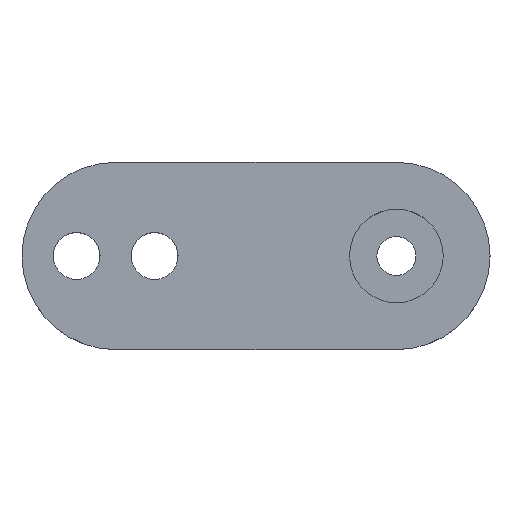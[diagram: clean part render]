
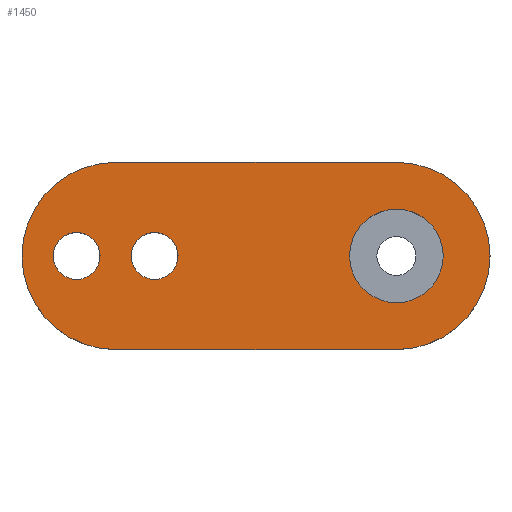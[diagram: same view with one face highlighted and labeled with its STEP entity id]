
A CAD part, top view. The second image highlights one B-rep face of the part: STEP entity #1450.
In plain terms, the highlighted planar face has unit normal (0, 0, 1).
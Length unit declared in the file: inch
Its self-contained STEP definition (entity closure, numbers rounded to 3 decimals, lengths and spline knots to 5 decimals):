
#53 = EDGE_CURVE ( 'NONE', #1830, #1709, #701, .T. ) ;
#108 = AXIS2_PLACEMENT_3D ( 'NONE', #582, #1899, #761 ) ;
#112 = AXIS2_PLACEMENT_3D ( 'NONE', #1457, #330, #1654 ) ;
#134 = CARTESIAN_POINT ( 'NONE',  ( -0.40354, 0.23622, 0.15748 ) ) ;
#171 = FACE_OUTER_BOUND ( 'NONE', #1421, .T. ) ;
#182 = CARTESIAN_POINT ( 'NONE',  ( -1.1122, -0.23622, 0.15748 ) ) ;
#193 = CARTESIAN_POINT ( 'NONE',  ( -1.01378, 0., 0.15748 ) ) ;
#207 = CARTESIAN_POINT ( 'NONE',  ( -0.40354, 0., 0.15748 ) ) ;
#233 = FACE_BOUND ( 'NONE', #283, .T. ) ;
#242 = DIRECTION ( 'NONE',  ( 1., 0., 0. ) ) ;
#245 = AXIS2_PLACEMENT_3D ( 'NONE', #2037, #893, #2229 ) ;
#283 = EDGE_LOOP ( 'NONE', ( #1226, #1031 ) ) ;
#295 = ORIENTED_EDGE ( 'NONE', *, *, #501, .T. ) ;
#317 = VERTEX_POINT ( 'NONE', #1850 ) ;
#330 = DIRECTION ( 'NONE',  ( 0., 0., -1. ) ) ;
#342 = EDGE_LOOP ( 'NONE', ( #476, #866 ) ) ;
#359 = CARTESIAN_POINT ( 'NONE',  ( -0.40354, -0.23622, 0.15748 ) ) ;
#363 = AXIS2_PLACEMENT_3D ( 'NONE', #207, #1522, #393 ) ;
#366 = CIRCLE ( 'NONE', #108, 0.11811 ) ;
#375 = VERTEX_POINT ( 'NONE', #915 ) ;
#379 = DIRECTION ( 'NONE',  ( -1., 0., 0. ) ) ;
#393 = DIRECTION ( 'NONE',  ( 1., 0., 0. ) ) ;
#471 = CARTESIAN_POINT ( 'NONE',  ( -0.28543, 0., 0.15748 ) ) ;
#476 = ORIENTED_EDGE ( 'NONE', *, *, #1612, .T. ) ;
#480 = DIRECTION ( 'NONE',  ( 0., 0., 1. ) ) ;
#485 = EDGE_CURVE ( 'NONE', #375, #976, #366, .T. ) ;
#501 = EDGE_CURVE ( 'NONE', #867, #2357, #1306, .T. ) ;
#526 = ORIENTED_EDGE ( 'NONE', *, *, #2380, .T. ) ;
#564 = VERTEX_POINT ( 'NONE', #1924 ) ;
#570 = EDGE_CURVE ( 'NONE', #2435, #920, #1189, .T. ) ;
#582 = CARTESIAN_POINT ( 'NONE',  ( -0.40354, 0., 0.15748 ) ) ;
#593 = VECTOR ( 'NONE', #2442, 39.37008 ) ;
#613 = EDGE_CURVE ( 'NONE', #976, #375, #1009, .T. ) ;
#681 = ORIENTED_EDGE ( 'NONE', *, *, #53, .T. ) ;
#701 = CIRCLE ( 'NONE', #1851, 0.23622 ) ;
#744 = CARTESIAN_POINT ( 'NONE',  ( -0.40354, 0., 0.15748 ) ) ;
#761 = DIRECTION ( 'NONE',  ( -1., 0., 0. ) ) ;
#816 = CARTESIAN_POINT ( 'NONE',  ( -1.26968, 0., 0.15748 ) ) ;
#866 = ORIENTED_EDGE ( 'NONE', *, *, #570, .T. ) ;
#867 = VERTEX_POINT ( 'NONE', #1375 ) ;
#871 = CIRCLE ( 'NONE', #112, 0.05905 ) ;
#893 = DIRECTION ( 'NONE',  ( 0., 0., -1. ) ) ;
#915 = CARTESIAN_POINT ( 'NONE',  ( -0.52165, 0., 0.15748 ) ) ;
#920 = VERTEX_POINT ( 'NONE', #816 ) ;
#924 = DIRECTION ( 'NONE',  ( -1., 0., 0. ) ) ;
#929 = CIRCLE ( 'NONE', #1957, 0.23622 ) ;
#953 = ORIENTED_EDGE ( 'NONE', *, *, #1593, .T. ) ;
#976 = VERTEX_POINT ( 'NONE', #471 ) ;
#1009 = CIRCLE ( 'NONE', #1373, 0.11811 ) ;
#1031 = ORIENTED_EDGE ( 'NONE', *, *, #613, .T. ) ;
#1051 = EDGE_CURVE ( 'NONE', #2357, #564, #1622, .T. ) ;
#1081 = CARTESIAN_POINT ( 'NONE',  ( -1.1122, 0., 0.15748 ) ) ;
#1120 = AXIS2_PLACEMENT_3D ( 'NONE', #1994, #2203, #1170 ) ;
#1150 = ORIENTED_EDGE ( 'NONE', *, *, #1722, .T. ) ;
#1170 = DIRECTION ( 'NONE',  ( -1., 0., 0. ) ) ;
#1172 = FACE_BOUND ( 'NONE', #1935, .T. ) ;
#1189 = CIRCLE ( 'NONE', #1120, 0.05906 ) ;
#1222 = ORIENTED_EDGE ( 'NONE', *, *, #1273, .T. ) ;
#1226 = ORIENTED_EDGE ( 'NONE', *, *, #485, .T. ) ;
#1270 = DIRECTION ( 'NONE',  ( 1., 0., 0. ) ) ;
#1273 = EDGE_CURVE ( 'NONE', #1709, #867, #1322, .T. ) ;
#1294 = CARTESIAN_POINT ( 'NONE',  ( -1.15157, 0., 0.15748 ) ) ;
#1306 = CIRCLE ( 'NONE', #363, 0.23622 ) ;
#1317 = CIRCLE ( 'NONE', #245, 0.05906 ) ;
#1322 = LINE ( 'NONE', #359, #593 ) ;
#1345 = CARTESIAN_POINT ( 'NONE',  ( -1.34842, 0., 0.15748 ) ) ;
#1366 = DIRECTION ( 'NONE',  ( 0., 0., 1. ) ) ;
#1373 = AXIS2_PLACEMENT_3D ( 'NONE', #744, #2072, #924 ) ;
#1375 = CARTESIAN_POINT ( 'NONE',  ( -0.40354, -0.23622, 0.15748 ) ) ;
#1413 = FACE_BOUND ( 'NONE', #342, .T. ) ;
#1421 = EDGE_LOOP ( 'NONE', ( #295, #1929, #526, #681, #1222 ) ) ;
#1423 = DIRECTION ( 'NONE',  ( -1., 0., 0. ) ) ;
#1450 = ADVANCED_FACE ( 'NONE', ( #233, #1172, #1413, #171 ), #2370, .T. ) ;
#1457 = CARTESIAN_POINT ( 'NONE',  ( -1.01378, 0., 0.15748 ) ) ;
#1509 = DIRECTION ( 'NONE',  ( 0., 0., -1. ) ) ;
#1522 = DIRECTION ( 'NONE',  ( 0., 0., 1. ) ) ;
#1593 = EDGE_CURVE ( 'NONE', #2424, #317, #871, .T. ) ;
#1612 = EDGE_CURVE ( 'NONE', #920, #2435, #1317, .T. ) ;
#1622 = LINE ( 'NONE', #2185, #2074 ) ;
#1654 = DIRECTION ( 'NONE',  ( -1., 0., 0. ) ) ;
#1709 = VERTEX_POINT ( 'NONE', #182 ) ;
#1722 = EDGE_CURVE ( 'NONE', #317, #2424, #1985, .T. ) ;
#1762 = AXIS2_PLACEMENT_3D ( 'NONE', #193, #1509, #379 ) ;
#1802 = DIRECTION ( 'NONE',  ( 1., 0., 0. ) ) ;
#1810 = AXIS2_PLACEMENT_3D ( 'NONE', #1987, #480, #1802 ) ;
#1830 = VERTEX_POINT ( 'NONE', #1345 ) ;
#1850 = CARTESIAN_POINT ( 'NONE',  ( -0.95472, 0., 0.15748 ) ) ;
#1851 = AXIS2_PLACEMENT_3D ( 'NONE', #2323, #1366, #242 ) ;
#1899 = DIRECTION ( 'NONE',  ( 0., 0., -1. ) ) ;
#1924 = CARTESIAN_POINT ( 'NONE',  ( -1.1122, 0.23622, 0.15748 ) ) ;
#1929 = ORIENTED_EDGE ( 'NONE', *, *, #1051, .T. ) ;
#1935 = EDGE_LOOP ( 'NONE', ( #953, #1150 ) ) ;
#1957 = AXIS2_PLACEMENT_3D ( 'NONE', #1081, #2418, #1270 ) ;
#1985 = CIRCLE ( 'NONE', #1762, 0.05905 ) ;
#1987 = CARTESIAN_POINT ( 'NONE',  ( -0.40354, 0., 0.15748 ) ) ;
#1994 = CARTESIAN_POINT ( 'NONE',  ( -1.21063, 0., 0.15748 ) ) ;
#2037 = CARTESIAN_POINT ( 'NONE',  ( -1.21063, 0., 0.15748 ) ) ;
#2072 = DIRECTION ( 'NONE',  ( 0., 0., -1. ) ) ;
#2074 = VECTOR ( 'NONE', #1423, 39.37008 ) ;
#2185 = CARTESIAN_POINT ( 'NONE',  ( -0.40354, 0.23622, 0.15748 ) ) ;
#2203 = DIRECTION ( 'NONE',  ( 0., 0., -1. ) ) ;
#2229 = DIRECTION ( 'NONE',  ( -1., 0., 0. ) ) ;
#2239 = CARTESIAN_POINT ( 'NONE',  ( -1.07283, 0., 0.15748 ) ) ;
#2323 = CARTESIAN_POINT ( 'NONE',  ( -1.1122, 0., 0.15748 ) ) ;
#2357 = VERTEX_POINT ( 'NONE', #134 ) ;
#2370 = PLANE ( 'NONE',  #1810 ) ;
#2380 = EDGE_CURVE ( 'NONE', #564, #1830, #929, .T. ) ;
#2418 = DIRECTION ( 'NONE',  ( 0., 0., 1. ) ) ;
#2424 = VERTEX_POINT ( 'NONE', #2239 ) ;
#2435 = VERTEX_POINT ( 'NONE', #1294 ) ;
#2442 = DIRECTION ( 'NONE',  ( 1., 0., 0. ) ) ;
